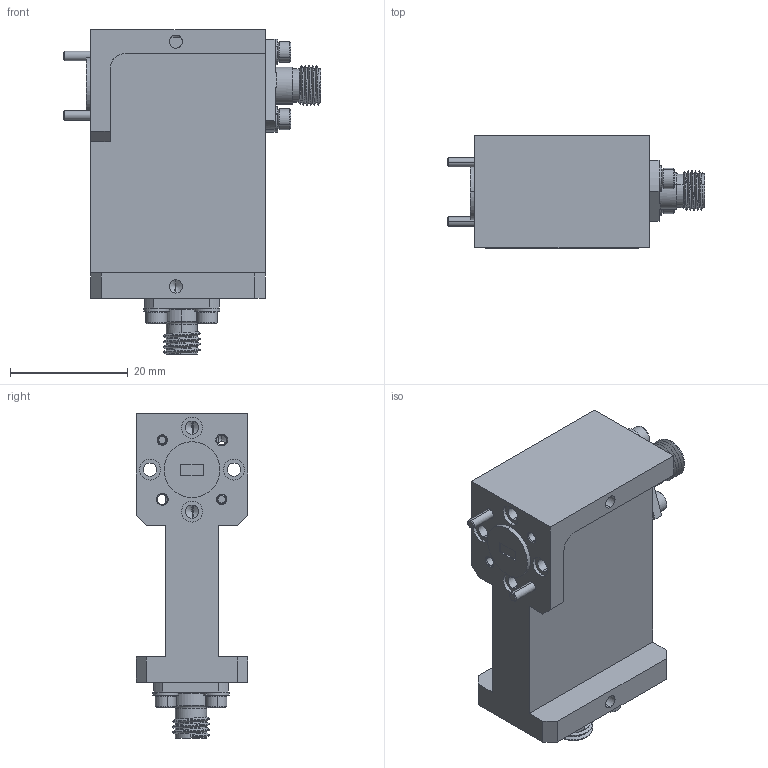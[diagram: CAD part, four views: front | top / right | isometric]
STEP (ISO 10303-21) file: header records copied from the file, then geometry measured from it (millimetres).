
FILE_DESCRIPTION (( 'STEP AP214' ), '1' );
FILE_NAME ('FH-V3, Defeatured.STEP', '2025-07-15T23:07:55', ( '' ), ( '' ), 'SwSTEP 2.0', 'SolidWorks 2021', '' );
FILE_SCHEMA (( 'AUTOMOTIVE_DESIGN' ));
Length unit declared in the file: inch
Products named in the file (1): FH-V3, Defeatured
Bounding box: 43.75 x 19.05 x 55.24 mm (x, y, z)
Volume: 15728.5 mm3; surface area: 8069.1 mm2
Topology: 15 solids, 26 shells, 743 faces, 1578 edges, 940 vertices
Faces by surface type: plane 284, cylinder 226, cone 221, bspline 8, torus 4
Entity records: 31835 total; most frequent: CARTESIAN_POINT 6478, DIRECTION 3470, ORIENTED_EDGE 3124, EDGE_CURVE 1562, AXIS2_PLACEMENT_3D 1371, VERTEX_POINT 940, EDGE_LOOP 844, FACE_OUTER_BOUND 743
